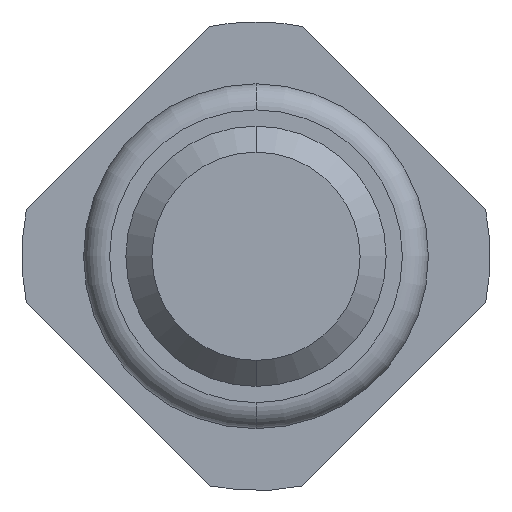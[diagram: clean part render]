
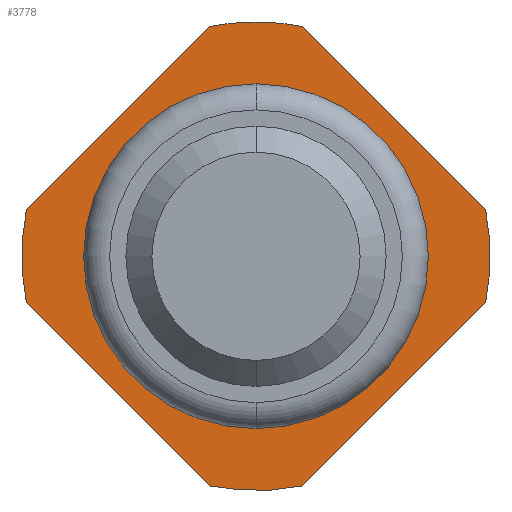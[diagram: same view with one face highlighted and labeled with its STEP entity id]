
A CAD part, front view. The second image highlights one B-rep face of the part: STEP entity #3778.
In plain terms, the highlighted planar face has unit normal (0, -1, 0).
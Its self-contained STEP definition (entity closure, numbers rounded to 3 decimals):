
#78 = AXIS2_PLACEMENT_3D ( 'NONE', #3452, #1131, #3470 ) ;
#86 = EDGE_CURVE ( 'Defeature ausgef�hrt2_1+Defeature ausgef�hrt2_0+Defeature ausgef�hrt2_18+Defeature ausgef�hrt2_15', #4278, #773, #3099, .T. ) ;
#137 = AXIS2_PLACEMENT_3D ( 'NONE', #4485, #2156, #695 ) ;
#444 = LINE ( 'NONE', #3735, #1578 ) ;
#511 = CARTESIAN_POINT ( 'NONE',  ( -0.357, -2., 1.764 ) ) ;
#609 = AXIS2_PLACEMENT_3D ( 'NONE', #1587, #2024, #3959 ) ;
#654 = VERTEX_POINT ( 'NONE', #511 ) ;
#695 = DIRECTION ( 'NONE',  ( 0., 0., 1. ) ) ;
#699 = CIRCLE ( 'NONE', #3788, 1.8 ) ;
#736 = AXIS2_PLACEMENT_3D ( 'NONE', #1425, #3304, #1774 ) ;
#773 = VERTEX_POINT ( 'NONE', #2655 ) ;
#799 = DIRECTION ( 'NONE',  ( 0., 1., 0. ) ) ;
#808 = FACE_BOUND ( 'NONE', #3024, .T. ) ;
#897 = CARTESIAN_POINT ( 'NONE',  ( 0., -2., 1.8 ) ) ;
#940 = LINE ( 'NONE', #1968, #3906 ) ;
#942 = EDGE_CURVE ( 'Defeature ausgef�hrt2_17+Defeature ausgef�hrt2_0+Defeature ausgef�hrt2_3+Defeature ausgef�hrt2_2', #2100, #654, #3830, .T. ) ;
#1131 = DIRECTION ( 'NONE',  ( 0., 1., 0. ) ) ;
#1252 = ORIENTED_EDGE ( 'NONE', *, *, #2856, .F. ) ;
#1302 = EDGE_CURVE ( 'Defeature ausgef�hrt2_4+Defeature ausgef�hrt2_0+Defeature ausgef�hrt2_15+Defeature ausgef�hrt2_16', #1415, #1980, #2978, .T. ) ;
#1342 = CIRCLE ( 'NONE', #2493, 1.8 ) ;
#1352 = CARTESIAN_POINT ( 'NONE',  ( 0., -2., 0. ) ) ;
#1415 = VERTEX_POINT ( 'NONE', #3276 ) ;
#1423 = DIRECTION ( 'NONE',  ( 0., 1., 0. ) ) ;
#1425 = CARTESIAN_POINT ( 'NONE',  ( 0., -2., 0. ) ) ;
#1578 = VECTOR ( 'NONE', #4910, 1000. ) ;
#1587 = CARTESIAN_POINT ( 'NONE',  ( 0., -2., 0. ) ) ;
#1702 = CIRCLE ( 'NONE', #3622, 1.325 ) ;
#1741 = DIRECTION ( 'NONE',  ( 0., 1., 0. ) ) ;
#1746 = VECTOR ( 'NONE', #3207, 1000. ) ;
#1774 = DIRECTION ( 'NONE',  ( 0., 0., 1. ) ) ;
#1865 = EDGE_LOOP ( 'NONE', ( #2929, #3437, #1252, #4868, #3423, #3574, #3214, #2910, #3115 ) ) ;
#1968 = CARTESIAN_POINT ( 'NONE',  ( 1.961, -2., -0.161 ) ) ;
#1980 = VERTEX_POINT ( 'NONE', #2092 ) ;
#2024 = DIRECTION ( 'NONE',  ( 0., 1., 0. ) ) ;
#2059 = DIRECTION ( 'NONE',  ( -0.707, 0., 0.707 ) ) ;
#2074 = CARTESIAN_POINT ( 'NONE',  ( -1.764, -2., 0.357 ) ) ;
#2092 = CARTESIAN_POINT ( 'NONE',  ( -0.357, -2., -1.764 ) ) ;
#2100 = VERTEX_POINT ( 'NONE', #2074 ) ;
#2156 = DIRECTION ( 'NONE',  ( 0., 1., 0. ) ) ;
#2278 = CARTESIAN_POINT ( 'NONE',  ( -1.764, -2., -0.357 ) ) ;
#2307 = CIRCLE ( 'NONE', #78, 1.325 ) ;
#2310 = VERTEX_POINT ( 'NONE', #897 ) ;
#2318 = VERTEX_POINT ( 'NONE', #4784 ) ;
#2397 = DIRECTION ( 'NONE',  ( 0., 0., 1. ) ) ;
#2428 = DIRECTION ( 'NONE',  ( -0.707, 0., -0.707 ) ) ;
#2444 = FACE_OUTER_BOUND ( 'NONE', #1865, .T. ) ;
#2493 = AXIS2_PLACEMENT_3D ( 'NONE', #4621, #1423, #2616 ) ;
#2616 = DIRECTION ( 'NONE',  ( 0., 0., 1. ) ) ;
#2640 = ORIENTED_EDGE ( 'NONE', *, *, #3759, .T. ) ;
#2655 = CARTESIAN_POINT ( 'NONE',  ( 1.764, -2., -0.357 ) ) ;
#2751 = LINE ( 'NONE', #4023, #4574 ) ;
#2856 = EDGE_CURVE ( 'Defeature ausgef�hrt2_2+Defeature ausgef�hrt2_0+Defeature ausgef�hrt2_17+Defeature ausgef�hrt2_18', #654, #2310, #699, .T. ) ;
#2910 = ORIENTED_EDGE ( 'NONE', *, *, #2958, .F. ) ;
#2929 = ORIENTED_EDGE ( 'NONE', *, *, #3212, .F. ) ;
#2958 = EDGE_CURVE ( 'Defeature ausgef�hrt2_15+Defeature ausgef�hrt2_0+Defeature ausgef�hrt2_1+Defeature ausgef�hrt2_4', #773, #1415, #940, .T. ) ;
#2978 = CIRCLE ( 'NONE', #609, 1.8 ) ;
#3024 = EDGE_LOOP ( 'NONE', ( #4405, #2640 ) ) ;
#3039 = CARTESIAN_POINT ( 'NONE',  ( 1.764, -2., 0.357 ) ) ;
#3057 = CARTESIAN_POINT ( 'NONE',  ( 0., -2., 0. ) ) ;
#3066 = EDGE_CURVE ( 'Defeature ausgef�hrt2_16+Defeature ausgef�hrt2_0+Defeature ausgef�hrt2_4+Defeature ausgef�hrt2_3', #1980, #3273, #2751, .T. ) ;
#3099 = CIRCLE ( 'NONE', #4738, 1.8 ) ;
#3106 = DIRECTION ( 'NONE',  ( 0., 1., 0. ) ) ;
#3115 = ORIENTED_EDGE ( 'NONE', *, *, #86, .F. ) ;
#3207 = DIRECTION ( 'NONE',  ( 0.707, 0., 0.707 ) ) ;
#3212 = EDGE_CURVE ( 'Defeature ausgef�hrt2_18+Defeature ausgef�hrt2_0+Defeature ausgef�hrt2_2+Defeature ausgef�hrt2_1', #2318, #4278, #444, .T. ) ;
#3214 = ORIENTED_EDGE ( 'NONE', *, *, #1302, .F. ) ;
#3273 = VERTEX_POINT ( 'NONE', #2278 ) ;
#3276 = CARTESIAN_POINT ( 'NONE',  ( 0.357, -2., -1.764 ) ) ;
#3304 = DIRECTION ( 'NONE',  ( 0., 1., 0. ) ) ;
#3307 = EDGE_CURVE ( 'Defeature ausgef�hrt2_3+Defeature ausgef�hrt2_0+Defeature ausgef�hrt2_16+Defeature ausgef�hrt2_17', #3273, #2100, #1342, .T. ) ;
#3327 = VERTEX_POINT ( 'NONE', #5014 ) ;
#3423 = ORIENTED_EDGE ( 'NONE', *, *, #3307, .F. ) ;
#3437 = ORIENTED_EDGE ( 'NONE', *, *, #4246, .F. ) ;
#3452 = CARTESIAN_POINT ( 'NONE',  ( 0., -2., 0. ) ) ;
#3470 = DIRECTION ( 'NONE',  ( 0., 0., 1. ) ) ;
#3574 = ORIENTED_EDGE ( 'NONE', *, *, #3066, .F. ) ;
#3622 = AXIS2_PLACEMENT_3D ( 'NONE', #1352, #1741, #4080 ) ;
#3654 = CARTESIAN_POINT ( 'NONE',  ( -0.161, -2., 1.961 ) ) ;
#3714 = PLANE ( 'NONE',  #137 ) ;
#3735 = CARTESIAN_POINT ( 'NONE',  ( 1.961, -2., 0.161 ) ) ;
#3759 = EDGE_CURVE ( 'Defeature ausgef�hrt2_0+Defeature ausgef�hrt2_12+Defeature ausgef�hrt2_12+Defeature ausgef�hrt2_12', #3327, #3877, #1702, .T. ) ;
#3778 = ADVANCED_FACE ( 'Defeature ausgef�hrt2_0', ( #808, #2444 ), #3714, .F. ) ;
#3788 = AXIS2_PLACEMENT_3D ( 'NONE', #3057, #3106, #4609 ) ;
#3830 = LINE ( 'NONE', #3654, #1746 ) ;
#3877 = VERTEX_POINT ( 'NONE', #3889 ) ;
#3889 = CARTESIAN_POINT ( 'NONE',  ( 0., -2., 1.325 ) ) ;
#3906 = VECTOR ( 'NONE', #2428, 1000. ) ;
#3957 = CIRCLE ( 'NONE', #736, 1.8 ) ;
#3959 = DIRECTION ( 'NONE',  ( 0., 0., 1. ) ) ;
#4023 = CARTESIAN_POINT ( 'NONE',  ( -0.161, -2., -1.961 ) ) ;
#4080 = DIRECTION ( 'NONE',  ( 0., 0., 1. ) ) ;
#4246 = EDGE_CURVE ( 'Defeature ausgef�hrt2_2+Defeature ausgef�hrt2_0+Defeature ausgef�hrt2_17+Defeature ausgef�hrt2_18', #2310, #2318, #3957, .T. ) ;
#4278 = VERTEX_POINT ( 'NONE', #3039 ) ;
#4405 = ORIENTED_EDGE ( 'NONE', *, *, #4771, .T. ) ;
#4485 = CARTESIAN_POINT ( 'NONE',  ( 1.8, -2., 0. ) ) ;
#4574 = VECTOR ( 'NONE', #2059, 1000. ) ;
#4609 = DIRECTION ( 'NONE',  ( 0., 0., 1. ) ) ;
#4621 = CARTESIAN_POINT ( 'NONE',  ( 0., -2., 0. ) ) ;
#4738 = AXIS2_PLACEMENT_3D ( 'NONE', #4745, #799, #2397 ) ;
#4745 = CARTESIAN_POINT ( 'NONE',  ( 0., -2., 0. ) ) ;
#4771 = EDGE_CURVE ( 'Defeature ausgef�hrt2_0+Defeature ausgef�hrt2_12+Defeature ausgef�hrt2_12+Defeature ausgef�hrt2_12', #3877, #3327, #2307, .T. ) ;
#4784 = CARTESIAN_POINT ( 'NONE',  ( 0.357, -2., 1.764 ) ) ;
#4868 = ORIENTED_EDGE ( 'NONE', *, *, #942, .F. ) ;
#4910 = DIRECTION ( 'NONE',  ( 0.707, 0., -0.707 ) ) ;
#5014 = CARTESIAN_POINT ( 'NONE',  ( 0., -2., -1.325 ) ) ;
